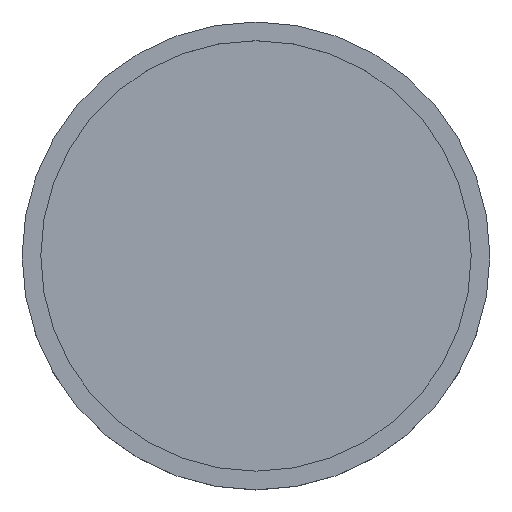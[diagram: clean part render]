
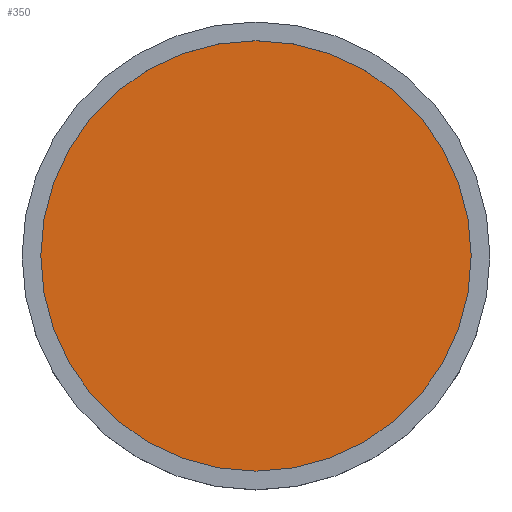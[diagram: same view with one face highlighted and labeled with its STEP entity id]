
A CAD part, top view. The second image highlights one B-rep face of the part: STEP entity #350.
In plain terms, the highlighted planar face has unit normal (0, 0, 1).
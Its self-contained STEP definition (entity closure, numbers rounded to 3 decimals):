
#22 = DIRECTION ( 'NONE',  ( 0., 0., 1. ) ) ;
#27 = CARTESIAN_POINT ( 'NONE',  ( 0., 0., 2.75 ) ) ;
#35 = AXIS2_PLACEMENT_3D ( 'NONE', #144, #364, #399 ) ;
#45 = AXIS2_PLACEMENT_3D ( 'NONE', #27, #22, #224 ) ;
#50 = VERTEX_POINT ( 'NONE', #159 ) ;
#140 = AXIS2_PLACEMENT_3D ( 'NONE', #160, #286, #384 ) ;
#144 = CARTESIAN_POINT ( 'NONE',  ( 0., 0., 2.75 ) ) ;
#159 = CARTESIAN_POINT ( 'NONE',  ( -11.5, 0., 2.75 ) ) ;
#160 = CARTESIAN_POINT ( 'NONE',  ( 0., 0., 2.75 ) ) ;
#161 = ORIENTED_EDGE ( 'NONE', *, *, #260, .T. ) ;
#166 = CIRCLE ( 'NONE', #35, 11.5 ) ;
#219 = EDGE_LOOP ( 'NONE', ( #161, #281 ) ) ;
#224 = DIRECTION ( 'NONE',  ( 1., 0., 0. ) ) ;
#227 = PLANE ( 'NONE',  #140 ) ;
#233 = CIRCLE ( 'NONE', #45, 11.5 ) ;
#260 = EDGE_CURVE ( 'NONE', #290, #50, #166, .T. ) ;
#281 = ORIENTED_EDGE ( 'NONE', *, *, #325, .T. ) ;
#286 = DIRECTION ( 'NONE',  ( 0., 0., 1. ) ) ;
#290 = VERTEX_POINT ( 'NONE', #305 ) ;
#305 = CARTESIAN_POINT ( 'NONE',  ( 11.5, 0., 2.75 ) ) ;
#325 = EDGE_CURVE ( 'NONE', #50, #290, #233, .T. ) ;
#350 = ADVANCED_FACE ( 'NONE', ( #373 ), #227, .T. ) ;
#364 = DIRECTION ( 'NONE',  ( 0., 0., 1. ) ) ;
#373 = FACE_OUTER_BOUND ( 'NONE', #219, .T. ) ;
#384 = DIRECTION ( 'NONE',  ( 1., 0., 0. ) ) ;
#399 = DIRECTION ( 'NONE',  ( 1., 0., 0. ) ) ;
